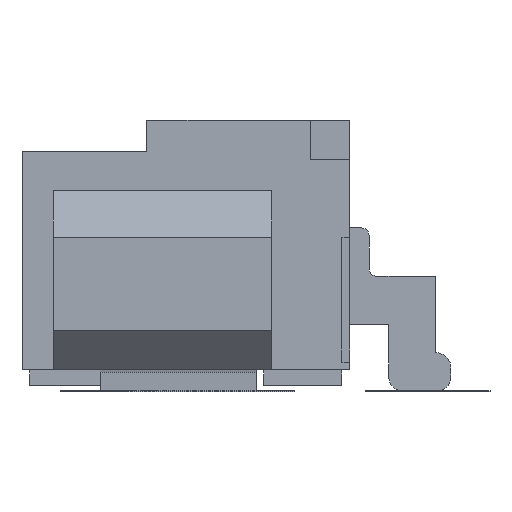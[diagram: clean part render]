
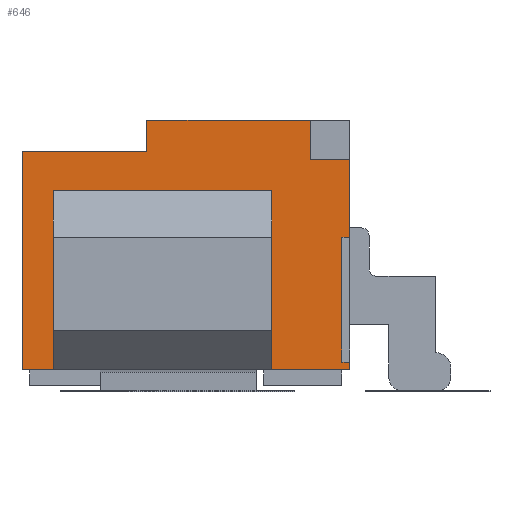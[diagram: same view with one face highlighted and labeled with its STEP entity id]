
A CAD part, left-side view. The second image highlights one B-rep face of the part: STEP entity #646.
In plain terms, the highlighted planar face has unit normal (-1, 0, 0).
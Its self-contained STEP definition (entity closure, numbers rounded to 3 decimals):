
#646=ADVANCED_FACE('',(#1111),#888,.F.);
#888=PLANE('',#5204);
#1111=FACE_OUTER_BOUND('',#1362,.T.);
#1362=EDGE_LOOP('',(#1892,#1893,#1894,#1895,#1896,#1897,#1898,#1899,#1900,
#1901,#1902,#1903,#1904,#1905,#1906,#1907));
#1892=ORIENTED_EDGE('',*,*,#3474,.F.);
#1893=ORIENTED_EDGE('',*,*,#3478,.T.);
#1894=ORIENTED_EDGE('',*,*,#3464,.F.);
#1895=ORIENTED_EDGE('',*,*,#3416,.T.);
#1896=ORIENTED_EDGE('',*,*,#3481,.T.);
#1897=ORIENTED_EDGE('',*,*,#3482,.F.);
#1898=ORIENTED_EDGE('',*,*,#3483,.T.);
#1899=ORIENTED_EDGE('',*,*,#3484,.F.);
#1900=ORIENTED_EDGE('',*,*,#3485,.T.);
#1901=ORIENTED_EDGE('',*,*,#3486,.T.);
#1902=ORIENTED_EDGE('',*,*,#3487,.F.);
#1903=ORIENTED_EDGE('',*,*,#3488,.T.);
#1904=ORIENTED_EDGE('',*,*,#3489,.F.);
#1905=ORIENTED_EDGE('',*,*,#3490,.F.);
#1906=ORIENTED_EDGE('',*,*,#3491,.F.);
#1907=ORIENTED_EDGE('',*,*,#3393,.T.);
#2938=VERTEX_POINT('',#6843);
#2939=VERTEX_POINT('',#6845);
#2959=VERTEX_POINT('',#6887);
#2960=VERTEX_POINT('',#6889);
#2995=VERTEX_POINT('',#6985);
#3000=VERTEX_POINT('',#7005);
#3003=VERTEX_POINT('',#7019);
#3004=VERTEX_POINT('',#7021);
#3005=VERTEX_POINT('',#7023);
#3006=VERTEX_POINT('',#7025);
#3007=VERTEX_POINT('',#7027);
#3008=VERTEX_POINT('',#7029);
#3009=VERTEX_POINT('',#7031);
#3010=VERTEX_POINT('',#7033);
#3011=VERTEX_POINT('',#7035);
#3012=VERTEX_POINT('',#7037);
#3393=EDGE_CURVE('',#2939,#2938,#4033,.T.);
#3416=EDGE_CURVE('',#2960,#2959,#4056,.T.);
#3464=EDGE_CURVE('',#2960,#2995,#4102,.T.);
#3474=EDGE_CURVE('',#3000,#2938,#4112,.T.);
#3478=EDGE_CURVE('',#3000,#2995,#4116,.T.);
#3481=EDGE_CURVE('',#2959,#3003,#4119,.T.);
#3482=EDGE_CURVE('',#3004,#3003,#4120,.T.);
#3483=EDGE_CURVE('',#3004,#3005,#4121,.T.);
#3484=EDGE_CURVE('',#3006,#3005,#4122,.T.);
#3485=EDGE_CURVE('',#3006,#3007,#4123,.T.);
#3486=EDGE_CURVE('',#3007,#3008,#4124,.T.);
#3487=EDGE_CURVE('',#3009,#3008,#4125,.T.);
#3488=EDGE_CURVE('',#3009,#3010,#4126,.T.);
#3489=EDGE_CURVE('',#3011,#3010,#4127,.T.);
#3490=EDGE_CURVE('',#3012,#3011,#4128,.T.);
#3491=EDGE_CURVE('',#2939,#3012,#4129,.T.);
#4033=LINE('',#6844,#4640);
#4056=LINE('',#6888,#4663);
#4102=LINE('',#6984,#4709);
#4112=LINE('',#7004,#4719);
#4116=LINE('',#7012,#4723);
#4119=LINE('',#7018,#4726);
#4120=LINE('',#7020,#4727);
#4121=LINE('',#7022,#4728);
#4122=LINE('',#7024,#4729);
#4123=LINE('',#7026,#4730);
#4124=LINE('',#7028,#4731);
#4125=LINE('',#7030,#4732);
#4126=LINE('',#7032,#4733);
#4127=LINE('',#7034,#4734);
#4128=LINE('',#7036,#4735);
#4129=LINE('',#7038,#4736);
#4640=VECTOR('',#5617,1.);
#4663=VECTOR('',#5640,1.);
#4709=VECTOR('',#5716,1.);
#4719=VECTOR('',#5736,1.);
#4723=VECTOR('',#5742,1.);
#4726=VECTOR('',#5751,1.);
#4727=VECTOR('',#5752,1.);
#4728=VECTOR('',#5753,1.);
#4729=VECTOR('',#5754,1.);
#4730=VECTOR('',#5755,1.);
#4731=VECTOR('',#5756,1.);
#4732=VECTOR('',#5757,1.);
#4733=VECTOR('',#5758,1.);
#4734=VECTOR('',#5759,1.);
#4735=VECTOR('',#5760,1.);
#4736=VECTOR('',#5761,1.);
#5204=AXIS2_PLACEMENT_3D('',#7039,#5762,#5763);
#5617=DIRECTION('',(0.,-1.,0.));
#5640=DIRECTION('',(0.,-1.,0.));
#5716=DIRECTION('',(0.,0.,1.));
#5736=DIRECTION('',(0.,0.,-1.));
#5742=DIRECTION('',(0.,-1.,0.));
#5751=DIRECTION('',(0.,0.,1.));
#5752=DIRECTION('',(0.,-1.,0.));
#5753=DIRECTION('',(0.,0.,1.));
#5754=DIRECTION('',(0.,1.,0.));
#5755=DIRECTION('',(0.,0.,1.));
#5756=DIRECTION('',(0.,1.,0.));
#5757=DIRECTION('',(0.,0.,-1.));
#5758=DIRECTION('',(0.,1.,0.));
#5759=DIRECTION('',(0.,0.,1.));
#5760=DIRECTION('',(0.,-1.,0.));
#5761=DIRECTION('',(0.,0.,1.));
#5762=DIRECTION('',(1.,0.,0.));
#5763=DIRECTION('',(0.,0.,1.));
#6843=CARTESIAN_POINT('',(-2.125,1.7,0.356));
#6844=CARTESIAN_POINT('',(-2.125,2.1,0.356));
#6845=CARTESIAN_POINT('',(-2.125,2.1,0.356));
#6887=CARTESIAN_POINT('',(-2.125,-2.1,0.356));
#6888=CARTESIAN_POINT('',(-2.125,-1.1,0.356));
#6889=CARTESIAN_POINT('',(-2.125,-1.1,0.356));
#6984=CARTESIAN_POINT('',(-2.125,-1.1,0.356));
#6985=CARTESIAN_POINT('',(-2.125,-1.1,2.656));
#7004=CARTESIAN_POINT('',(-2.125,1.7,2.656));
#7005=CARTESIAN_POINT('',(-2.125,1.7,2.656));
#7012=CARTESIAN_POINT('',(-2.125,1.7,2.656));
#7018=CARTESIAN_POINT('',(-2.125,-2.1,0.356));
#7019=CARTESIAN_POINT('',(-2.125,-2.1,0.456));
#7020=CARTESIAN_POINT('',(-2.125,-2.,0.456));
#7021=CARTESIAN_POINT('',(-2.125,-2.,0.456));
#7022=CARTESIAN_POINT('',(-2.125,-2.,0.456));
#7023=CARTESIAN_POINT('',(-2.125,-2.,2.056));
#7024=CARTESIAN_POINT('',(-2.125,-2.1,2.056));
#7025=CARTESIAN_POINT('',(-2.125,-2.1,2.056));
#7026=CARTESIAN_POINT('',(-2.125,-2.1,2.056));
#7027=CARTESIAN_POINT('',(-2.125,-2.1,3.056));
#7028=CARTESIAN_POINT('',(-2.125,-2.1,3.056));
#7029=CARTESIAN_POINT('',(-2.125,-1.6,3.056));
#7030=CARTESIAN_POINT('',(-2.125,-1.6,3.556));
#7031=CARTESIAN_POINT('',(-2.125,-1.6,3.556));
#7032=CARTESIAN_POINT('',(-2.125,-1.6,3.556));
#7033=CARTESIAN_POINT('',(-2.125,0.5,3.556));
#7034=CARTESIAN_POINT('',(-2.125,0.5,3.156));
#7035=CARTESIAN_POINT('',(-2.125,0.5,3.156));
#7036=CARTESIAN_POINT('',(-2.125,2.1,3.156));
#7037=CARTESIAN_POINT('',(-2.125,2.1,3.156));
#7038=CARTESIAN_POINT('',(-2.125,2.1,0.356));
#7039=CARTESIAN_POINT('',(-2.125,0.,1.956));
